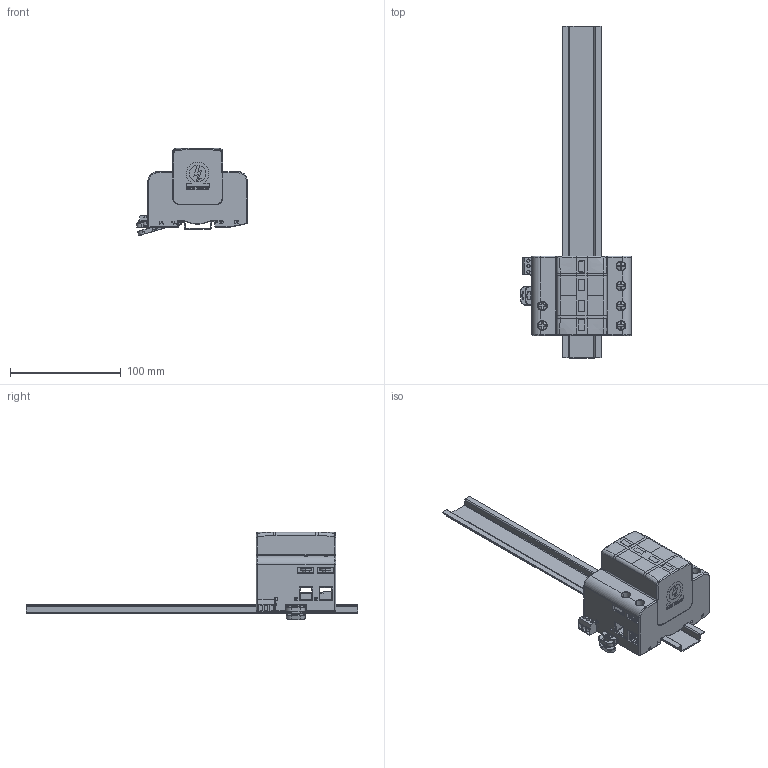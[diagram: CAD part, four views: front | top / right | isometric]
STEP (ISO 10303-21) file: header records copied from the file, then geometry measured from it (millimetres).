
FILE_DESCRIPTION((''),'2;1');
FILE_NAME('ASM_SFT_4TE_50__ASM','2018-08-23T15:00:06',('teo.ivanusa'),('Audax d.o.o.'),'CREO PARAMETRIC BY PTC INC, 2017260','CREO PARAMETRIC BY PTC INC, 2017260','');
FILE_SCHEMA(('AP242_MANAGED_MODEL_BASED_3D_ENGINEERING_MIM_LF { 1 0 10303 442 1 1 4 }'));
Products named in the file (16): SFT_PODNOZJE_4TE_1000V__; DIN_LETEV_; SFT_PODNOZJE_4TE_1000; ZASKOCKA_PLASTICNA_; RC_WM_ZENSKA_; RC_ZENSKA__; ZASKOCKA_PLASTICNA_V9_; ASM_SFT_PODNOZJE_4TE_1000V__ASM; SES_KONT_ZEMLJ_4TE__ASM; 505-500-132-VIJAK-M6X14-8_; ASM_SFT_KONT_ZEMLJ_4TE__ASM; POKROV_4TE_; RC__; 505-500-132-VIJAK-M6X14-8_N_; LECKA_BUHTEL_; ASM_SFT_4TE_50__ASM
Assembly tree (24 placements, depth 3):
  ASM_SFT_4TE_50__ASM
    ASM_SFT_PODNOZJE_4TE_1000V__ASM
      SFT_PODNOZJE_4TE_1000V__
      DIN_LETEV_
      SFT_PODNOZJE_4TE_1000
      ZASKOCKA_PLASTICNA_  x3
      RC_WM_ZENSKA_
      RC_ZENSKA__
      ZASKOCKA_PLASTICNA_V9_
    ASM_SFT_KONT_ZEMLJ_4TE__ASM
      SES_KONT_ZEMLJ_4TE__ASM
      505-500-132-VIJAK-M6X14-8_  x2
    POKROV_4TE_
    RC__
    505-500-132-VIJAK-M6X14-8_N_  x4
    LECKA_BUHTEL_  x4
Bounding box: 100.26 x 300 x 78.97 mm (x, y, z)
Volume: 110367.6 mm3; surface area: 149459.1 mm2
Topology: 21 solids, 21 shells, 3531 faces, 9113 edges, 5807 vertices
Faces by surface type: plane 1921, cylinder 966, torus 298, sphere 152, bspline 127, cone 48, extrusion 19
Entity records: 128538 total; most frequent: CARTESIAN_POINT 28514, ORIENTED_EDGE 15198, DIRECTION 15065, PRESENTATION_STYLE_ASSIGNMENT 7976, STYLED_ITEM 7891, CURVE_STYLE 7848, EDGE_CURVE 7599, VECTOR 5597
